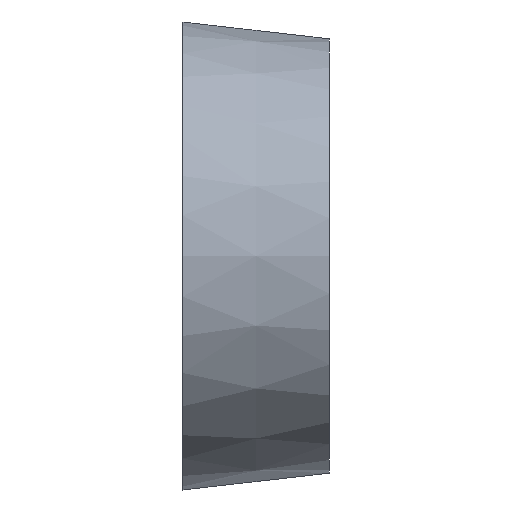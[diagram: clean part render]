
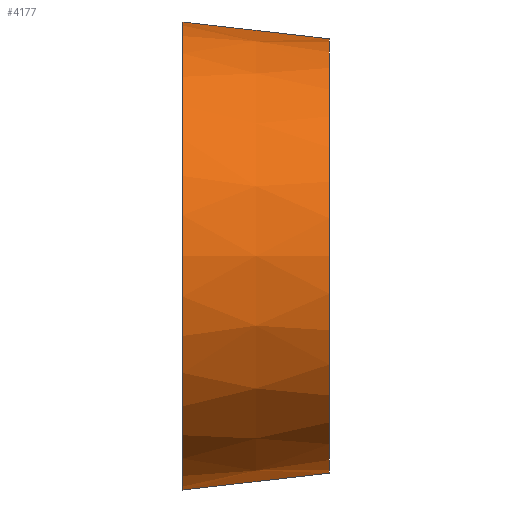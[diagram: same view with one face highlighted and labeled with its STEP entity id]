
A CAD part, left-side view. The second image highlights one B-rep face of the part: STEP entity #4177.
In plain terms, the highlighted conical face has half-angle 6.546 degrees and reference radius 161.5 mm.
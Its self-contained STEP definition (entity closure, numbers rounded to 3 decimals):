
#268 = ORIENTED_EDGE ( 'NONE', *, *, #1042, .T. ) ;
#281 = CARTESIAN_POINT ( 'NONE',  ( -99.5, 0., -175.5 ) ) ;
#471 = AXIS2_PLACEMENT_3D ( 'NONE', #789, #3637, #5156 ) ;
#487 = CARTESIAN_POINT ( 'NONE',  ( -99.5, -2., -175.27 ) ) ;
#789 = CARTESIAN_POINT ( 'NONE',  ( -99.5, -112., 0. ) ) ;
#856 = CARTESIAN_POINT ( 'NONE',  ( -99.5, -112., -162.648 ) ) ;
#912 = AXIS2_PLACEMENT_3D ( 'NONE', #4727, #2772, #4337 ) ;
#922 = DIRECTION ( 'NONE',  ( 0., 1., 0. ) ) ;
#945 = FACE_OUTER_BOUND ( 'NONE', #1788, .T. ) ;
#1042 = EDGE_CURVE ( 'NONE', #1693, #1217, #3212, .T. ) ;
#1166 = ORIENTED_EDGE ( 'NONE', *, *, #2976, .F. ) ;
#1217 = VERTEX_POINT ( 'NONE', #2005 ) ;
#1403 = CIRCLE ( 'NONE', #912, 175.27 ) ;
#1662 = VERTEX_POINT ( 'NONE', #487 ) ;
#1693 = VERTEX_POINT ( 'NONE', #2967 ) ;
#1788 = EDGE_LOOP ( 'NONE', ( #268, #5177, #1807, #1166 ) ) ;
#1807 = ORIENTED_EDGE ( 'NONE', *, *, #2886, .F. ) ;
#1957 = VERTEX_POINT ( 'NONE', #856 ) ;
#2005 = CARTESIAN_POINT ( 'NONE',  ( -99.5, -2., 175.27 ) ) ;
#2026 = AXIS2_PLACEMENT_3D ( 'NONE', #4485, #922, #3325 ) ;
#2034 = VECTOR ( 'NONE', #2684, 1000. ) ;
#2392 = CONICAL_SURFACE ( 'NONE', #2026, 161.5, 0.114 ) ;
#2684 = DIRECTION ( 'NONE',  ( 0., 0.993, -0.114 ) ) ;
#2718 = EDGE_CURVE ( 'NONE', #1217, #1662, #1403, .T. ) ;
#2772 = DIRECTION ( 'NONE',  ( 0., -1., 0. ) ) ;
#2846 = VECTOR ( 'NONE', #3124, 1000. ) ;
#2886 = EDGE_CURVE ( 'NONE', #1957, #1662, #4940, .T. ) ;
#2967 = CARTESIAN_POINT ( 'NONE',  ( -99.5, -112., 162.648 ) ) ;
#2976 = EDGE_CURVE ( 'NONE', #1693, #1957, #3085, .T. ) ;
#3085 = CIRCLE ( 'NONE', #471, 162.648 ) ;
#3124 = DIRECTION ( 'NONE',  ( 0., 0.993, 0.114 ) ) ;
#3212 = LINE ( 'NONE', #3940, #2846 ) ;
#3325 = DIRECTION ( 'NONE',  ( 0., 0., 1. ) ) ;
#3637 = DIRECTION ( 'NONE',  ( 0., -1., 0. ) ) ;
#3940 = CARTESIAN_POINT ( 'NONE',  ( -99.5, 0., 175.5 ) ) ;
#4177 = ADVANCED_FACE ( 'NONE', ( #945 ), #2392, .T. ) ;
#4337 = DIRECTION ( 'NONE',  ( 0., 0., 1. ) ) ;
#4485 = CARTESIAN_POINT ( 'NONE',  ( -99.5, -122., 0. ) ) ;
#4727 = CARTESIAN_POINT ( 'NONE',  ( -99.5, -2., 0. ) ) ;
#4940 = LINE ( 'NONE', #281, #2034 ) ;
#5156 = DIRECTION ( 'NONE',  ( 0., 0., 1. ) ) ;
#5177 = ORIENTED_EDGE ( 'NONE', *, *, #2718, .T. ) ;
